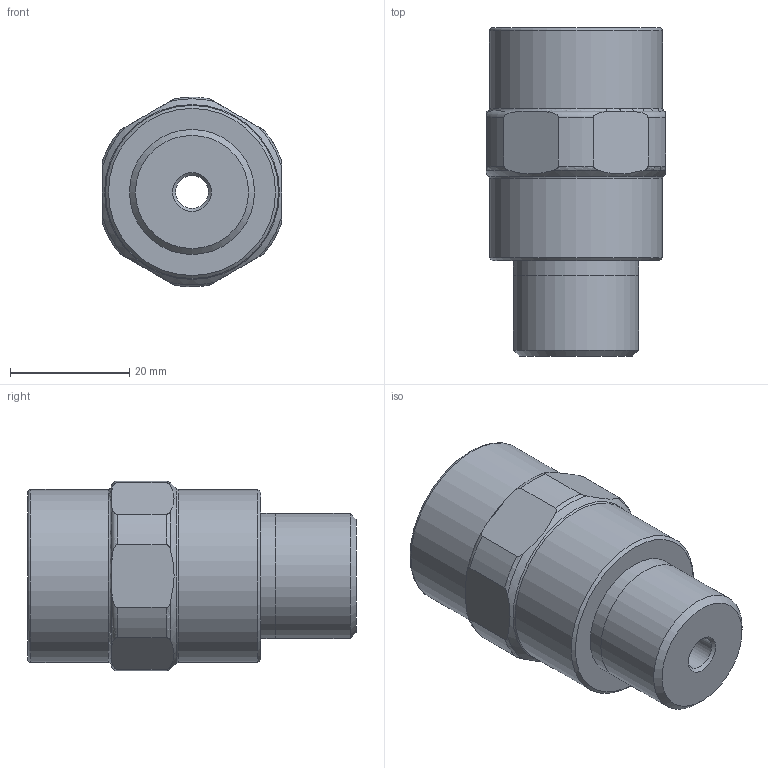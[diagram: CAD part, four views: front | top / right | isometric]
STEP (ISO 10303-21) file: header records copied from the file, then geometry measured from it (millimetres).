
FILE_DESCRIPTION(/* description */ ('Unknown'),/* implementation_level */ '2;1');
FILE_NAME(/* name */ '710000000500',/* time_stamp */ '2021-05-28T11:49:01+02:00',/* author */ ('Unknown'),/* organization */ ('Unknown'),/* preprocessor_version */ 'ST-DEVELOPER v16.7',/* originating_system */ 'Solid Edge',/* authorisation */ 'Unknown');
FILE_SCHEMA (('AUTOMOTIVE_DESIGN {1 0 10303 214 3 1 1}'));
Length unit declared in the file: millimetre
Products named in the file (1): 71000000050_Wasserreduziereinhei___-_00373890
Bounding box: 30 x 55 x 31.78 mm (x, y, z)
Volume: 24661.8 mm3; surface area: 7962.9 mm2
Topology: 1 solids, 1 shells, 42 faces, 105 edges, 67 vertices
Faces by surface type: cylinder 15, torus 10, plane 10, cone 7
Full cylindrical faces by diameter (mm): 5.5 x1, 10.917 x2, 18.631 x2, 20.955 x2, 29 x2
Entity records: 1540 total; most frequent: CARTESIAN_POINT 359, DIRECTION 180, ORIENTED_EDGE 154, AXIS2_PLACEMENT_3D 84, EDGE_CURVE 77, EDGE_LOOP 66, FACE_BOUND 66, VERTEX_POINT 59
